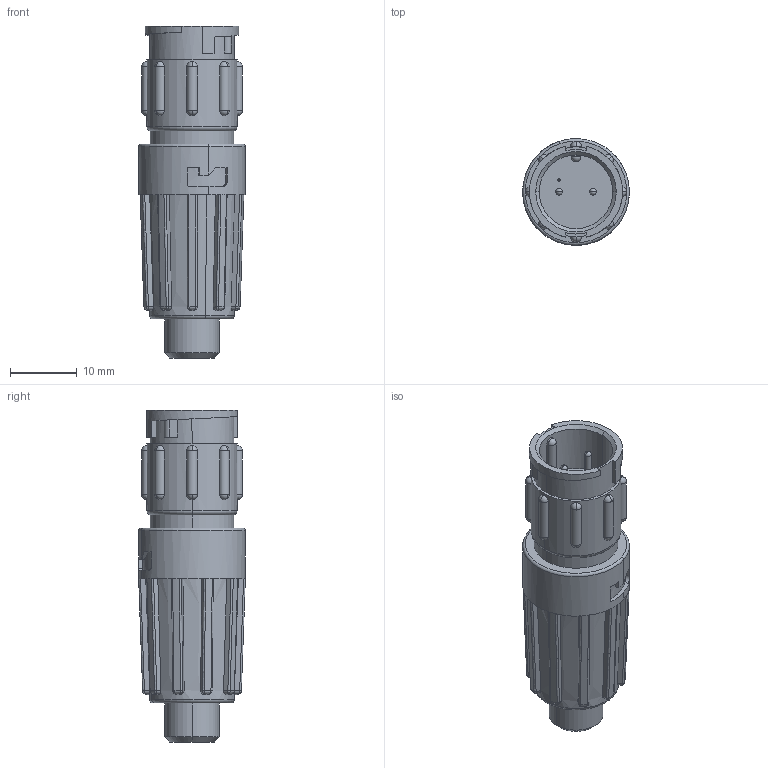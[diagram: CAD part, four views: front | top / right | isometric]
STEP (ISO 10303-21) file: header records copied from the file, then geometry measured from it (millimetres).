
FILE_DESCRIPTION (( 'STEP AP203' ), '1' );
FILE_NAME ('8282-2PG-513.STEP', '2014-08-18T16:15:11', ( '' ), ( '' ), 'SwSTEP 2.0', 'SolidWorks 2014', '' );
FILE_SCHEMA (( 'CONFIG_CONTROL_DESIGN' ));
Length unit declared in the file: inch
Products named in the file (1): 8282-2PG-513
Bounding box: 16 x 16 x 49.8 mm (x, y, z)
Volume: 6329.6 mm3; surface area: 3321.9 mm2
Topology: 1 solids, 1 shells, 272 faces, 768 edges, 453 vertices
Faces by surface type: bspline 82, plane 77, cylinder 62, sphere 39, cone 6, torus 6
Entity records: 15423 total; most frequent: CARTESIAN_POINT 9573, ORIENTED_EDGE 1338, DIRECTION 1006, EDGE_CURVE 669, VERTEX_POINT 413, AXIS2_PLACEMENT_3D 395, EDGE_LOOP 286, ADVANCED_FACE 272
